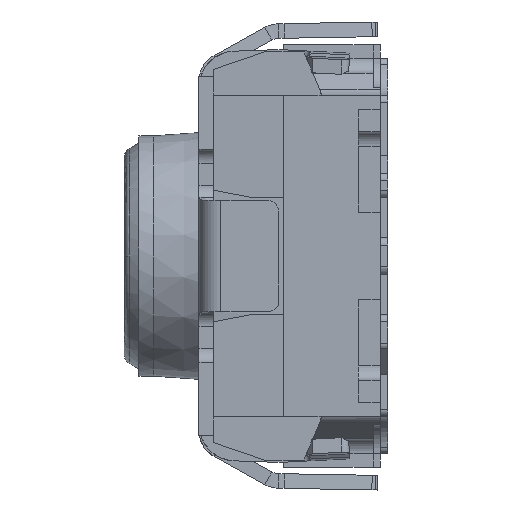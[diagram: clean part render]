
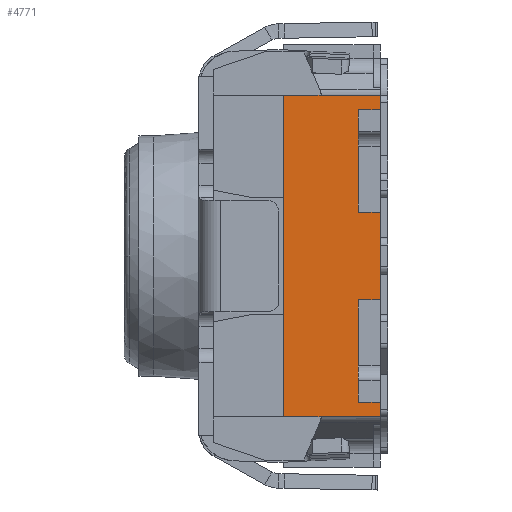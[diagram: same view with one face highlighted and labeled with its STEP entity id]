
A CAD part, left-side view. The second image highlights one B-rep face of the part: STEP entity #4771.
In plain terms, the highlighted planar face has unit normal (-1, 0, 0).
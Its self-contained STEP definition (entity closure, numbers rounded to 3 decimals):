
#762 = ORIENTED_EDGE ( 'NONE', *, *, #15465, .F. ) ;
#907 = CARTESIAN_POINT ( 'NONE',  ( -1.75, 0.66, 0. ) ) ;
#1560 = CARTESIAN_POINT ( 'NONE',  ( -1.75, 0., -1.445 ) ) ;
#1973 = CARTESIAN_POINT ( 'NONE',  ( -1.75, 0.4, -1.1 ) ) ;
#2184 = EDGE_CURVE ( 'NONE', #4324, #9671, #4316, .T. ) ;
#2339 = EDGE_CURVE ( 'NONE', #20566, #11539, #21134, .T. ) ;
#2368 = EDGE_LOOP ( 'NONE', ( #10668, #21878, #762, #6621, #13839, #15090, #15498, #24886, #6814, #15557, #21500, #21086, #21247, #12986 ) ) ;
#3325 = VERTEX_POINT ( 'NONE', #16565 ) ;
#3585 = CARTESIAN_POINT ( 'NONE',  ( -1.75, 0.66, -0.3 ) ) ;
#3587 = EDGE_CURVE ( 'NONE', #5383, #20566, #17893, .T. ) ;
#3753 = LINE ( 'NONE', #6025, #25435 ) ;
#3909 = EDGE_CURVE ( 'NONE', #11659, #11388, #23614, .T. ) ;
#4175 = LINE ( 'NONE', #9973, #25258 ) ;
#4316 = LINE ( 'NONE', #21008, #8467 ) ;
#4324 = VERTEX_POINT ( 'NONE', #14218 ) ;
#4675 = DIRECTION ( 'NONE',  ( 0., 0., -1. ) ) ;
#4739 = EDGE_CURVE ( 'NONE', #23640, #5383, #3753, .T. ) ;
#4771 = ADVANCED_FACE ( 'NONE', ( #24321 ), #5904, .F. ) ;
#5103 = EDGE_CURVE ( 'NONE', #12395, #12869, #4175, .T. ) ;
#5155 = DIRECTION ( 'NONE',  ( 0., -1., 0. ) ) ;
#5222 = LINE ( 'NONE', #17361, #20802 ) ;
#5383 = VERTEX_POINT ( 'NONE', #13744 ) ;
#5581 = CARTESIAN_POINT ( 'NONE',  ( -1.75, 0.66, -0.4 ) ) ;
#5634 = DIRECTION ( 'NONE',  ( 0., 0., 1. ) ) ;
#5904 = PLANE ( 'NONE',  #11104 ) ;
#6025 = CARTESIAN_POINT ( 'NONE',  ( -1.75, 0., -1.445 ) ) ;
#6621 = ORIENTED_EDGE ( 'NONE', *, *, #3909, .F. ) ;
#6814 = ORIENTED_EDGE ( 'NONE', *, *, #16788, .T. ) ;
#6917 = CARTESIAN_POINT ( 'NONE',  ( -1.75, 0.66, 0.3 ) ) ;
#7485 = DIRECTION ( 'NONE',  ( 0., -1., 0. ) ) ;
#7711 = VECTOR ( 'NONE', #23752, 1000. ) ;
#7987 = VECTOR ( 'NONE', #10201, 1000. ) ;
#8175 = CARTESIAN_POINT ( 'NONE',  ( -1.75, 0.66, 0. ) ) ;
#8207 = DIRECTION ( 'NONE',  ( 0., 0., -1. ) ) ;
#8227 = CARTESIAN_POINT ( 'NONE',  ( -1.75, 0.15, -0.3 ) ) ;
#8301 = VECTOR ( 'NONE', #5155, 1000. ) ;
#8345 = CARTESIAN_POINT ( 'NONE',  ( -1.75, 0.15, 0.3 ) ) ;
#8352 = DIRECTION ( 'NONE',  ( 0., 0., -1. ) ) ;
#8467 = VECTOR ( 'NONE', #8352, 1000. ) ;
#8716 = VECTOR ( 'NONE', #14599, 1000. ) ;
#8966 = EDGE_CURVE ( 'NONE', #15311, #25390, #9684, .T. ) ;
#9206 = LINE ( 'NONE', #6917, #8301 ) ;
#9671 = VERTEX_POINT ( 'NONE', #10428 ) ;
#9684 = LINE ( 'NONE', #8175, #16424 ) ;
#9934 = DIRECTION ( 'NONE',  ( 0., 1., 0. ) ) ;
#9973 = CARTESIAN_POINT ( 'NONE',  ( -1.75, 0.66, 0. ) ) ;
#10201 = DIRECTION ( 'NONE',  ( 0., -1., 0. ) ) ;
#10428 = CARTESIAN_POINT ( 'NONE',  ( -1.75, 0., -1.1 ) ) ;
#10668 = ORIENTED_EDGE ( 'NONE', *, *, #23592, .F. ) ;
#11104 = AXIS2_PLACEMENT_3D ( 'NONE', #24731, #23116, #4675 ) ;
#11325 = DIRECTION ( 'NONE',  ( 0., 0., 1. ) ) ;
#11388 = VERTEX_POINT ( 'NONE', #22367 ) ;
#11539 = VERTEX_POINT ( 'NONE', #18610 ) ;
#11659 = VERTEX_POINT ( 'NONE', #15367 ) ;
#11982 = LINE ( 'NONE', #26194, #16886 ) ;
#12230 = VERTEX_POINT ( 'NONE', #8345 ) ;
#12235 = CARTESIAN_POINT ( 'NONE',  ( -1.75, 0.66, 0.4 ) ) ;
#12336 = VECTOR ( 'NONE', #19363, 1000. ) ;
#12395 = VERTEX_POINT ( 'NONE', #12235 ) ;
#12577 = CARTESIAN_POINT ( 'NONE',  ( -1.75, 0.15, 0. ) ) ;
#12869 = VERTEX_POINT ( 'NONE', #23045 ) ;
#12986 = ORIENTED_EDGE ( 'NONE', *, *, #4739, .F. ) ;
#13744 = CARTESIAN_POINT ( 'NONE',  ( -1.75, 0., -0.3 ) ) ;
#13839 = ORIENTED_EDGE ( 'NONE', *, *, #19161, .F. ) ;
#14161 = DIRECTION ( 'NONE',  ( 0., 0., -1. ) ) ;
#14218 = CARTESIAN_POINT ( 'NONE',  ( -1.75, 0., -1. ) ) ;
#14599 = DIRECTION ( 'NONE',  ( 0., -1., 0. ) ) ;
#15090 = ORIENTED_EDGE ( 'NONE', *, *, #5103, .F. ) ;
#15311 = VERTEX_POINT ( 'NONE', #26565 ) ;
#15367 = CARTESIAN_POINT ( 'NONE',  ( -1.75, 0., 1.1 ) ) ;
#15465 = EDGE_CURVE ( 'NONE', #11388, #3325, #5222, .T. ) ;
#15498 = ORIENTED_EDGE ( 'NONE', *, *, #21039, .F. ) ;
#15557 = ORIENTED_EDGE ( 'NONE', *, *, #2184, .F. ) ;
#16424 = VECTOR ( 'NONE', #5634, 1000. ) ;
#16565 = CARTESIAN_POINT ( 'NONE',  ( -1.75, 0.15, 1. ) ) ;
#16788 = EDGE_CURVE ( 'NONE', #15311, #9671, #20405, .T. ) ;
#16886 = VECTOR ( 'NONE', #7485, 1000. ) ;
#17024 = VECTOR ( 'NONE', #11325, 1000. ) ;
#17326 = VECTOR ( 'NONE', #8207, 1000. ) ;
#17361 = CARTESIAN_POINT ( 'NONE',  ( -1.75, 0.66, 1. ) ) ;
#17893 = LINE ( 'NONE', #3585, #18101 ) ;
#18101 = VECTOR ( 'NONE', #9934, 1000. ) ;
#18610 = CARTESIAN_POINT ( 'NONE',  ( -1.75, 0.15, -1. ) ) ;
#18880 = LINE ( 'NONE', #12577, #17326 ) ;
#19161 = EDGE_CURVE ( 'NONE', #12869, #11659, #11982, .T. ) ;
#19363 = DIRECTION ( 'NONE',  ( 0., 0., -1. ) ) ;
#19754 = LINE ( 'NONE', #907, #17024 ) ;
#20405 = LINE ( 'NONE', #1973, #7987 ) ;
#20566 = VERTEX_POINT ( 'NONE', #8227 ) ;
#20802 = VECTOR ( 'NONE', #21645, 1000. ) ;
#21008 = CARTESIAN_POINT ( 'NONE',  ( -1.75, 0., -1.445 ) ) ;
#21039 = EDGE_CURVE ( 'NONE', #25390, #12395, #19754, .T. ) ;
#21086 = ORIENTED_EDGE ( 'NONE', *, *, #2339, .F. ) ;
#21134 = LINE ( 'NONE', #25544, #12336 ) ;
#21247 = ORIENTED_EDGE ( 'NONE', *, *, #3587, .F. ) ;
#21500 = ORIENTED_EDGE ( 'NONE', *, *, #23426, .F. ) ;
#21582 = CARTESIAN_POINT ( 'NONE',  ( -1.75, 0., 0.3 ) ) ;
#21645 = DIRECTION ( 'NONE',  ( 0., 1., 0. ) ) ;
#21878 = ORIENTED_EDGE ( 'NONE', *, *, #23417, .F. ) ;
#22367 = CARTESIAN_POINT ( 'NONE',  ( -1.75, 0., 1. ) ) ;
#22885 = CARTESIAN_POINT ( 'NONE',  ( -1.75, 0.66, -1. ) ) ;
#23045 = CARTESIAN_POINT ( 'NONE',  ( -1.75, 0.66, 1.1 ) ) ;
#23116 = DIRECTION ( 'NONE',  ( 1., 0., 0. ) ) ;
#23417 = EDGE_CURVE ( 'NONE', #3325, #12230, #18880, .T. ) ;
#23426 = EDGE_CURVE ( 'NONE', #11539, #4324, #25027, .T. ) ;
#23592 = EDGE_CURVE ( 'NONE', #12230, #23640, #9206, .T. ) ;
#23614 = LINE ( 'NONE', #1560, #7711 ) ;
#23640 = VERTEX_POINT ( 'NONE', #21582 ) ;
#23752 = DIRECTION ( 'NONE',  ( 0., 0., -1. ) ) ;
#24321 = FACE_OUTER_BOUND ( 'NONE', #2368, .T. ) ;
#24731 = CARTESIAN_POINT ( 'NONE',  ( -1.75, 0.66, 0. ) ) ;
#24886 = ORIENTED_EDGE ( 'NONE', *, *, #8966, .F. ) ;
#25027 = LINE ( 'NONE', #22885, #8716 ) ;
#25258 = VECTOR ( 'NONE', #26377, 1000. ) ;
#25390 = VERTEX_POINT ( 'NONE', #5581 ) ;
#25435 = VECTOR ( 'NONE', #14161, 1000. ) ;
#25544 = CARTESIAN_POINT ( 'NONE',  ( -1.75, 0.15, 0. ) ) ;
#26194 = CARTESIAN_POINT ( 'NONE',  ( -1.75, 0.66, 1.1 ) ) ;
#26377 = DIRECTION ( 'NONE',  ( 0., 0., 1. ) ) ;
#26565 = CARTESIAN_POINT ( 'NONE',  ( -1.75, 0.66, -1.1 ) ) ;
